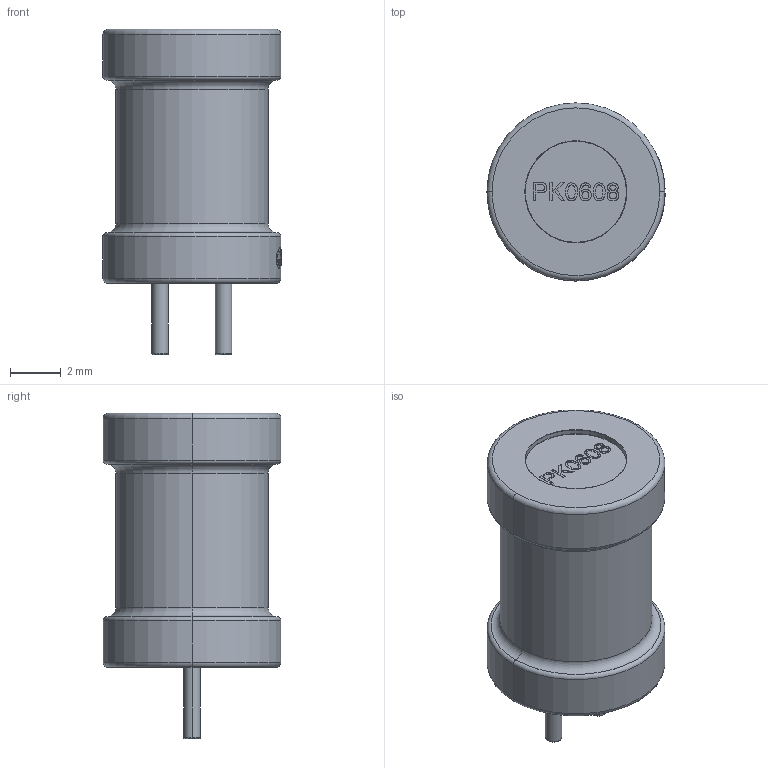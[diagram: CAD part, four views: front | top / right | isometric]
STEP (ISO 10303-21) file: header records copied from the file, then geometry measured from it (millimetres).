
FILE_DESCRIPTION (( 'STEP AP214' ), '1' );
FILE_NAME ('IND-TH_BD7.0-H10.0-P2.50-D0.7.step', '2022-07-09T01:12:32', ( '' ), ( '' ), 'SwSTEP 2.0', 'SolidWorks 2020', '' );
FILE_SCHEMA (( 'AUTOMOTIVE_DESIGN' ));
Length unit declared in the file: millimetre
Products named in the file (1): IND-TH_BD7.0-H10.0-P2.50-D0.7
Bounding box: 7.01 x 7 x 12.8 mm (x, y, z)
Volume: 321 mm3; surface area: 303.7 mm2
Topology: 1 solids, 1 shells, 421 faces, 1101 edges, 726 vertices
Faces by surface type: bspline 194, plane 170, cylinder 33, torus 24
Entity records: 22151 total; most frequent: CARTESIAN_POINT 8596, ORIENTED_EDGE 2202, DIRECTION 1192, EDGE_CURVE 1101, VERTEX_POINT 726, B_SPLINE_CURVE_WITH_KNOTS 537, EDGE_LOOP 465, UNCERTAINTY_MEASURE_WITH_UNIT 424
